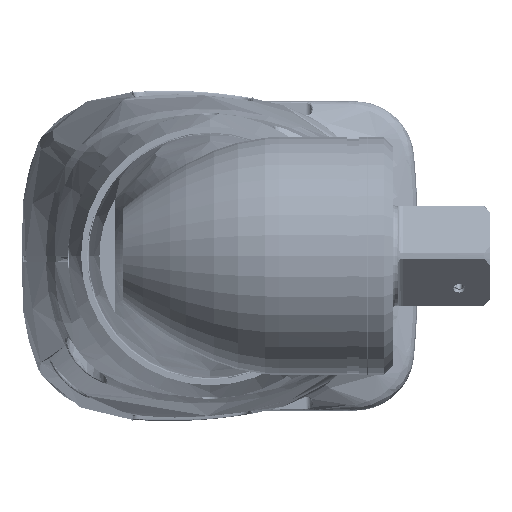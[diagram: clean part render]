
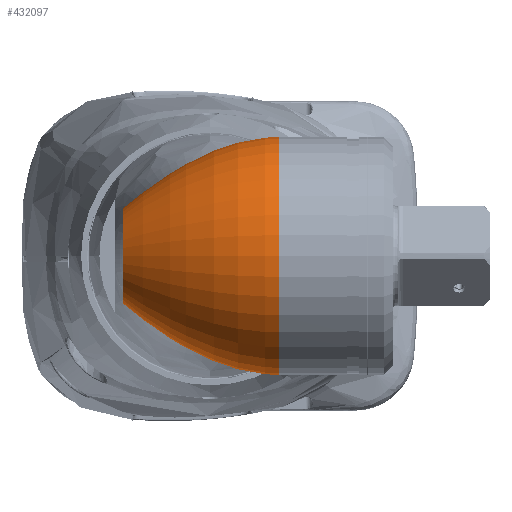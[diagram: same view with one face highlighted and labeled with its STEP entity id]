
A CAD part, left-side view. The second image highlights one B-rep face of the part: STEP entity #432097.
In plain terms, the highlighted face is a revolution surface.
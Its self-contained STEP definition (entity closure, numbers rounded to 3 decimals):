
#429434=CARTESIAN_POINT('',(-104.641,-11.475,
-12.81));
#429444=CARTESIAN_POINT('',(-120.,-11.475,0.));
#429445=DIRECTION('',(0.,-1.,0.));
#429446=DIRECTION('',(-1.,0.,0.));
#429447=AXIS2_PLACEMENT_3D('',#429444,#429445,#429446);
#429496=CARTESIAN_POINT('',(-120.,-11.475,0.));
#429497=DIRECTION('',(0.,1.,0.));
#429498=DIRECTION('',(-1.,0.,0.));
#429499=AXIS2_PLACEMENT_3D('',#429496,#429497,#429498);
#429533=CARTESIAN_POINT('',(-120.,14.7,0.));
#429534=DIRECTION('',(0.,1.,0.));
#429535=DIRECTION('',(0.721,0.,-0.693));
#429536=AXIS2_PLACEMENT_3D('',#429533,#429534,#429535);
#429538=CARTESIAN_POINT('',(-104.641,-11.475,
12.81));
#429539=CARTESIAN_POINT('',(-104.914,-11.004,
13.137));
#429540=CARTESIAN_POINT('',(-105.484,-10.033,
13.736));
#429541=CARTESIAN_POINT('',(-106.433,-8.469,
14.478));
#429542=CARTESIAN_POINT('',(-107.408,-6.911,
15.02));
#429543=CARTESIAN_POINT('',(-108.395,-5.376,
15.389));
#429544=CARTESIAN_POINT('',(-109.372,-3.893,
15.598));
#429545=CARTESIAN_POINT('',(-110.255,-2.575,
15.671));
#429546=CARTESIAN_POINT('',(-111.055,-1.393,
15.65));
#429547=CARTESIAN_POINT('',(-111.778,-0.328,
15.563));
#429548=CARTESIAN_POINT('',(-112.432,0.639,
15.427));
#429549=CARTESIAN_POINT('',(-113.037,1.544,
15.251));
#429550=CARTESIAN_POINT('',(-113.576,2.365,
15.049));
#429551=CARTESIAN_POINT('',(-114.044,3.1,
14.835));
#429552=CARTESIAN_POINT('',(-114.463,3.782,
14.607));
#429553=CARTESIAN_POINT('',(-114.853,4.45,
14.356));
#429554=CARTESIAN_POINT('',(-115.227,5.136,
14.069));
#429555=CARTESIAN_POINT('',(-115.575,5.848,
13.738));
#429556=CARTESIAN_POINT('',(-115.881,6.585,
13.357));
#429557=CARTESIAN_POINT('',(-116.107,7.289,
12.957));
#429558=CARTESIAN_POINT('',(-116.26,7.996,
12.519));
#429559=CARTESIAN_POINT('',(-116.331,8.794,
11.976));
#429560=CARTESIAN_POINT('',(-116.274,9.66,
11.323));
#429561=CARTESIAN_POINT('',(-116.079,10.561,
10.567));
#429562=CARTESIAN_POINT('',(-115.759,11.494,
9.689));
#429563=CARTESIAN_POINT('',(-115.366,12.401,
8.725));
#429564=CARTESIAN_POINT('',(-114.991,13.179,
7.79));
#429565=CARTESIAN_POINT('',(-114.684,13.794,
6.964));
#429566=CARTESIAN_POINT('',(-114.431,14.298,
6.215));
#429567=CARTESIAN_POINT('',(-114.293,14.575,
5.759));
#429568=CARTESIAN_POINT('',(-114.231,14.7,
5.543));
#429570=CARTESIAN_POINT('',(-114.231,14.7,
-5.543));
#429571=CARTESIAN_POINT('',(-114.292,14.577,
-5.755));
#429572=CARTESIAN_POINT('',(-114.427,14.306,
-6.201));
#429573=CARTESIAN_POINT('',(-114.67,13.821,
-6.925));
#429574=CARTESIAN_POINT('',(-114.963,13.235,
-7.716));
#429575=CARTESIAN_POINT('',(-115.302,12.536,
-8.569));
#429576=CARTESIAN_POINT('',(-115.689,11.669,
-9.514));
#429577=CARTESIAN_POINT('',(-116.052,10.669,
-10.475));
#429578=CARTESIAN_POINT('',(-116.287,9.627,
-11.354));
#429579=CARTESIAN_POINT('',(-116.335,8.603,
-12.116));
#429580=CARTESIAN_POINT('',(-116.199,7.599,
-12.777));
#429581=CARTESIAN_POINT('',(-115.878,6.534,
-13.394));
#429582=CARTESIAN_POINT('',(-115.354,5.358,
-13.98));
#429583=CARTESIAN_POINT('',(-114.658,4.092,
-14.507));
#429584=CARTESIAN_POINT('',(-113.811,2.72,
-14.965));
#429585=CARTESIAN_POINT('',(-112.823,1.216,
-15.337));
#429586=CARTESIAN_POINT('',(-111.705,-0.436,
-15.593));
#429587=CARTESIAN_POINT('',(-110.464,-2.264,
-15.695));
#429588=CARTESIAN_POINT('',(-109.086,-4.318,
-15.58));
#429589=CARTESIAN_POINT('',(-107.652,-6.521,
-15.151));
#429590=CARTESIAN_POINT('',(-106.482,-8.388,
-14.518));
#429591=CARTESIAN_POINT('',(-105.472,-10.054,
-13.727));
#429592=CARTESIAN_POINT('',(-104.902,-11.024,
-13.123));
#429593=CARTESIAN_POINT('',(-104.641,-11.475,
-12.81));
#431415=VERTEX_POINT('',#429538);
#431416=VERTEX_POINT('',#429568);
#431420=VERTEX_POINT('',#429434);
#431421=VERTEX_POINT('',#429570);
#431422=CARTESIAN_POINT('',(-140.,-11.475,0.));
#431423=VERTEX_POINT('',#431422);
#432076=CARTESIAN_POINT('',(-127.811,14.925,0.));
#432077=CARTESIAN_POINT('',(-127.874,14.85,0.));
#432078=CARTESIAN_POINT('',(-134.11,7.442,0.));
#432079=CARTESIAN_POINT('',(-140.06,-1.971,0.));
#432080=CARTESIAN_POINT('',(-139.999,-11.671,0.));
#432081=CARTESIAN_POINT('',(-139.998,-11.769,0.));
#432083=CARTESIAN_POINT('',(-120.,16.759,0.));
#432084=DIRECTION('',(0.,-1.,0.));
#432085=AXIS1_PLACEMENT('',#432083,#432084);
#432086=SURFACE_OF_REVOLUTION('',#432082,#432085);
#432088=ORIENTED_EDGE('',*,*,#432087,.T.);
#432090=ORIENTED_EDGE('',*,*,#432089,.F.);
#432091=ORIENTED_EDGE('',*,*,#432056,.F.);
#432092=ORIENTED_EDGE('',*,*,#431967,.T.);
#432094=ORIENTED_EDGE('',*,*,#432093,.F.);
#432095=EDGE_LOOP('',(#432088,#432090,#432091,#432092,#432094));
#432096=FACE_OUTER_BOUND('',#432095,.F.);
#429448=CIRCLE('',#429447,20.);
#429500=CIRCLE('',#429499,20.);
#429537=CIRCLE('',#429536,8.);
#429569=B_SPLINE_CURVE_WITH_KNOTS('',3,(#429538,#429539,#429540,#429541,#429542,
#429543,#429544,#429545,#429546,#429547,#429548,#429549,#429550,#429551,#429552,
#429553,#429554,#429555,#429556,#429557,#429558,#429559,#429560,#429561,#429562,
#429563,#429564,#429565,#429566,#429567,#429568),.UNSPECIFIED.,.F.,.F.,(4,1,1,1,
1,1,1,1,1,1,1,1,1,1,1,1,1,1,1,1,1,1,1,1,1,1,1,1,4),(0.,0.036,
0.071,0.107,0.143,0.179,
0.214,0.25,0.286,0.321,0.357,
0.393,0.429,0.464,0.5,0.536,
0.571,0.607,0.643,0.679,
0.714,0.75,0.786,0.821,0.857,
0.893,0.929,0.964,1.),.UNSPECIFIED.);
#429594=B_SPLINE_CURVE_WITH_KNOTS('',3,(#429570,#429571,#429572,#429573,#429574,
#429575,#429576,#429577,#429578,#429579,#429580,#429581,#429582,#429583,#429584,
#429585,#429586,#429587,#429588,#429589,#429590,#429591,#429592,#429593),
.UNSPECIFIED.,.F.,.F.,(4,1,1,1,1,1,1,1,1,1,1,1,1,1,1,1,1,1,1,1,1,4),(0.,
0.048,0.095,0.143,0.19,
0.238,0.286,0.333,0.381,
0.429,0.476,0.524,0.571,
0.619,0.667,0.714,0.762,
0.81,0.857,0.905,0.952,1.),
.UNSPECIFIED.);
#431967=EDGE_CURVE('',#431423,#431420,#429448,.T.);
#432056=EDGE_CURVE('',#431423,#431415,#429500,.T.);
#432082=B_SPLINE_CURVE_WITH_KNOTS('',3,(#432076,#432077,#432078,#432079,#432080,
#432081),.UNSPECIFIED.,.F.,.F.,(4,1,1,4),(0.,0.01,
0.99,1.),.UNSPECIFIED.);
#432087=EDGE_CURVE('',#431421,#431416,#429537,.T.);
#432089=EDGE_CURVE('',#431415,#431416,#429569,.T.);
#432093=EDGE_CURVE('',#431421,#431420,#429594,.T.);
#432097=ADVANCED_FACE('',(#432096),#432086,.T.);
